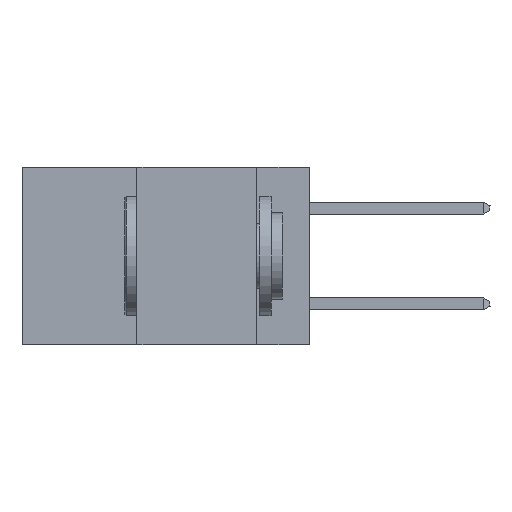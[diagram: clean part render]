
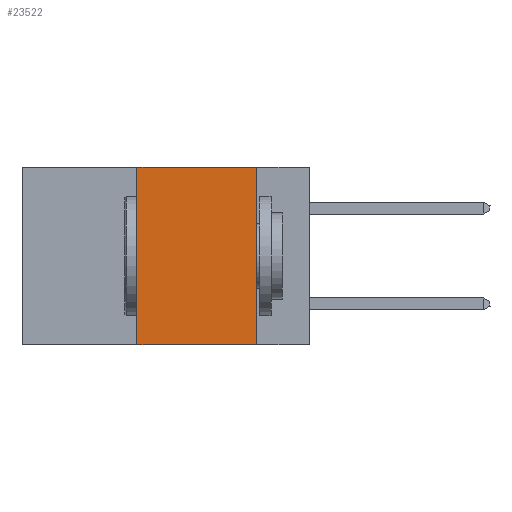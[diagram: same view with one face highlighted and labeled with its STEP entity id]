
A CAD part, left-side view. The second image highlights one B-rep face of the part: STEP entity #23522.
In plain terms, the highlighted planar face has unit normal (-1, 0, 0).
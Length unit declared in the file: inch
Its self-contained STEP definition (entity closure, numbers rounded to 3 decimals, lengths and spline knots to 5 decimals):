
#1641 = EDGE_LOOP ( 'NONE', ( #22893, #20412, #21658, #25068 ) ) ;
#2460 = VECTOR ( 'NONE', #14401, 39.37008 ) ;
#2565 = VERTEX_POINT ( 'NONE', #14105 ) ;
#4748 = CARTESIAN_POINT ( 'NONE',  ( 0., 0.6, 0. ) ) ;
#6575 = AXIS2_PLACEMENT_3D ( 'NONE', #4748, #26479, #10253 ) ;
#8094 = VECTOR ( 'NONE', #30807, 39.37008 ) ;
#9724 = LINE ( 'NONE', #27862, #2460 ) ;
#10253 = DIRECTION ( 'NONE',  ( 0., 0., -1. ) ) ;
#11963 = EDGE_CURVE ( 'NONE', #15909, #18844, #22560, .T. ) ;
#13311 = EDGE_CURVE ( 'NONE', #15909, #23062, #9724, .T. ) ;
#14105 = CARTESIAN_POINT ( 'NONE',  ( 0., 0.11, 0. ) ) ;
#14372 = CARTESIAN_POINT ( 'NONE',  ( 0., 0.36, -0.37 ) ) ;
#14401 = DIRECTION ( 'NONE',  ( 0., 0., 1. ) ) ;
#14849 = VECTOR ( 'NONE', #24881, 39.37008 ) ;
#15909 = VERTEX_POINT ( 'NONE', #14372 ) ;
#17796 = LINE ( 'NONE', #19213, #31258 ) ;
#18844 = VERTEX_POINT ( 'NONE', #26618 ) ;
#19213 = CARTESIAN_POINT ( 'NONE',  ( 0., 0.11, 0. ) ) ;
#19477 = CARTESIAN_POINT ( 'NONE',  ( 0., 0.6, 0. ) ) ;
#20412 = ORIENTED_EDGE ( 'NONE', *, *, #29184, .F. ) ;
#21658 = ORIENTED_EDGE ( 'NONE', *, *, #13311, .F. ) ;
#21871 = DIRECTION ( 'NONE',  ( 0., 0., -1. ) ) ;
#22017 = LINE ( 'NONE', #19477, #14849 ) ;
#22560 = LINE ( 'NONE', #25369, #8094 ) ;
#22893 = ORIENTED_EDGE ( 'NONE', *, *, #29778, .F. ) ;
#23062 = VERTEX_POINT ( 'NONE', #30164 ) ;
#23522 = ADVANCED_FACE ( 'NONE', ( #34443 ), #23768, .F. ) ;
#23768 = PLANE ( 'NONE',  #6575 ) ;
#24881 = DIRECTION ( 'NONE',  ( 0., -1., 0. ) ) ;
#25068 = ORIENTED_EDGE ( 'NONE', *, *, #11963, .T. ) ;
#25369 = CARTESIAN_POINT ( 'NONE',  ( 0., 0.6, -0.37 ) ) ;
#26479 = DIRECTION ( 'NONE',  ( 1., 0., 0. ) ) ;
#26618 = CARTESIAN_POINT ( 'NONE',  ( 0., 0.11, -0.37 ) ) ;
#27862 = CARTESIAN_POINT ( 'NONE',  ( 0., 0.36, 0. ) ) ;
#29184 = EDGE_CURVE ( 'NONE', #23062, #2565, #22017, .T. ) ;
#29778 = EDGE_CURVE ( 'NONE', #2565, #18844, #17796, .T. ) ;
#30164 = CARTESIAN_POINT ( 'NONE',  ( 0., 0.36, 0. ) ) ;
#30807 = DIRECTION ( 'NONE',  ( 0., -1., 0. ) ) ;
#31258 = VECTOR ( 'NONE', #21871, 39.37008 ) ;
#34443 = FACE_OUTER_BOUND ( 'NONE', #1641, .T. ) ;
